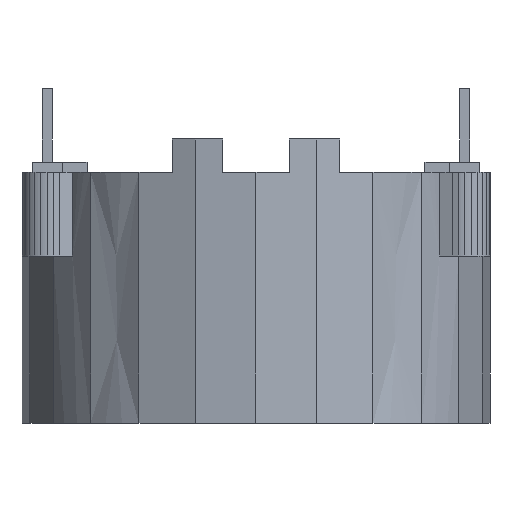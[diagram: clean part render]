
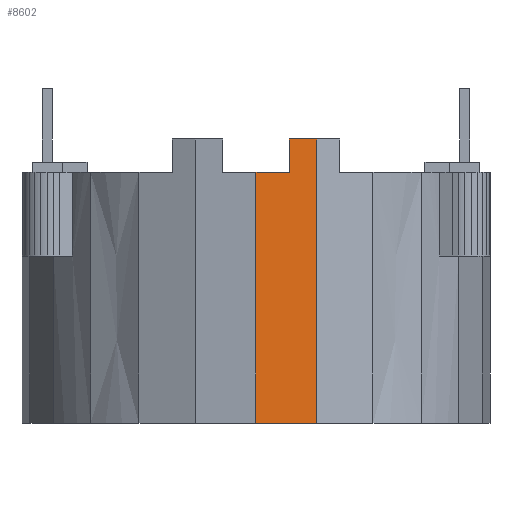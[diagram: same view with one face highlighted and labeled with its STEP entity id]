
A CAD part, left-side view. The second image highlights one B-rep face of the part: STEP entity #8602.
In plain terms, the highlighted planar face has unit normal (-0.991, -0.131, 0).
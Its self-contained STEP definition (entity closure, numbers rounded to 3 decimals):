
#7694 = PLANE('',#7695);
#7695 = AXIS2_PLACEMENT_3D('',#7696,#7697,#7698);
#7696 = CARTESIAN_POINT('',(-12.991,0.,15.));
#7697 = DIRECTION('',(0.,0.,1.));
#7698 = DIRECTION('',(1.,0.,0.));
#7771 = PLANE('',#7772);
#7772 = AXIS2_PLACEMENT_3D('',#7773,#7774,#7775);
#7773 = CARTESIAN_POINT('',(-12.728,-2.,15.));
#7774 = DIRECTION('',(0.,1.,0.));
#7775 = DIRECTION('',(0.,0.,1.));
#7799 = PLANE('',#7800);
#7800 = AXIS2_PLACEMENT_3D('',#7801,#7802,#7803);
#7801 = CARTESIAN_POINT('',(-13.523,-3.623,17.));
#7802 = DIRECTION('',(0.,0.,1.));
#7803 = DIRECTION('',(1.,0.,0.));
#8526 = VERTEX_POINT('',#8527);
#8527 = CARTESIAN_POINT('',(-14.,0.,15.));
#8541 = PLANE('',#8542);
#8542 = AXIS2_PLACEMENT_3D('',#8543,#8544,#8545);
#8543 = CARTESIAN_POINT('',(-13.523,3.623,0.));
#8544 = DIRECTION('',(-0.991,0.131,0.
    ));
#8545 = DIRECTION('',(-0.131,-0.991,0.)
  );
#8553 = EDGE_CURVE('',#8526,#8554,#8556,.T.);
#8554 = VERTEX_POINT('',#8555);
#8555 = CARTESIAN_POINT('',(-13.737,-2.,15.));
#8556 = SURFACE_CURVE('',#8557,(#8561,#8568),.PCURVE_S1.);
#8557 = LINE('',#8558,#8559);
#8558 = CARTESIAN_POINT('',(-14.,0.,15.));
#8559 = VECTOR('',#8560,1.);
#8560 = DIRECTION('',(0.131,-0.991,0.));
#8561 = PCURVE('',#7694,#8562);
#8562 = DEFINITIONAL_REPRESENTATION('',(#8563),#8567);
#8563 = LINE('',#8564,#8565);
#8564 = CARTESIAN_POINT('',(-1.009,0.));
#8565 = VECTOR('',#8566,1.);
#8566 = DIRECTION('',(0.131,-0.991));
#8567 = ( GEOMETRIC_REPRESENTATION_CONTEXT(2) 
PARAMETRIC_REPRESENTATION_CONTEXT() REPRESENTATION_CONTEXT('2D SPACE',''
  ) );
#8568 = PCURVE('',#8569,#8574);
#8569 = PLANE('',#8570);
#8570 = AXIS2_PLACEMENT_3D('',#8571,#8572,#8573);
#8571 = CARTESIAN_POINT('',(-14.,0.,0.));
#8572 = DIRECTION('',(-0.991,-0.131,
    0.));
#8573 = DIRECTION('',(0.131,-0.991,0.));
#8574 = DEFINITIONAL_REPRESENTATION('',(#8575),#8579);
#8575 = LINE('',#8576,#8577);
#8576 = CARTESIAN_POINT('',(0.,15.));
#8577 = VECTOR('',#8578,1.);
#8578 = DIRECTION('',(1.,0.));
#8579 = ( GEOMETRIC_REPRESENTATION_CONTEXT(2) 
PARAMETRIC_REPRESENTATION_CONTEXT() REPRESENTATION_CONTEXT('2D SPACE',''
  ) );
#8602 = ADVANCED_FACE('',(#8603),#8569,.T.);
#8603 = FACE_BOUND('',#8604,.T.);
#8604 = EDGE_LOOP('',(#8605,#8635,#8663,#8686,#8707,#8708));
#8605 = ORIENTED_EDGE('',*,*,#8606,.T.);
#8606 = EDGE_CURVE('',#8607,#8609,#8611,.T.);
#8607 = VERTEX_POINT('',#8608);
#8608 = CARTESIAN_POINT('',(-14.,0.,0.));
#8609 = VERTEX_POINT('',#8610);
#8610 = CARTESIAN_POINT('',(-13.523,-3.623,0.));
#8611 = SURFACE_CURVE('',#8612,(#8616,#8623),.PCURVE_S1.);
#8612 = LINE('',#8613,#8614);
#8613 = CARTESIAN_POINT('',(-14.,0.,0.));
#8614 = VECTOR('',#8615,1.);
#8615 = DIRECTION('',(0.131,-0.991,0.));
#8616 = PCURVE('',#8569,#8617);
#8617 = DEFINITIONAL_REPRESENTATION('',(#8618),#8622);
#8618 = LINE('',#8619,#8620);
#8619 = CARTESIAN_POINT('',(0.,0.));
#8620 = VECTOR('',#8621,1.);
#8621 = DIRECTION('',(1.,0.));
#8622 = ( GEOMETRIC_REPRESENTATION_CONTEXT(2) 
PARAMETRIC_REPRESENTATION_CONTEXT() REPRESENTATION_CONTEXT('2D SPACE',''
  ) );
#8623 = PCURVE('',#8624,#8629);
#8624 = PLANE('',#8625);
#8625 = AXIS2_PLACEMENT_3D('',#8626,#8627,#8628);
#8626 = CARTESIAN_POINT('',(9.899,9.899,0.));
#8627 = DIRECTION('',(0.,0.,-1.));
#8628 = DIRECTION('',(-1.,0.,0.));
#8629 = DEFINITIONAL_REPRESENTATION('',(#8630),#8634);
#8630 = LINE('',#8631,#8632);
#8631 = CARTESIAN_POINT('',(23.899,-9.899));
#8632 = VECTOR('',#8633,1.);
#8633 = DIRECTION('',(-0.131,-0.991));
#8634 = ( GEOMETRIC_REPRESENTATION_CONTEXT(2) 
PARAMETRIC_REPRESENTATION_CONTEXT() REPRESENTATION_CONTEXT('2D SPACE',''
  ) );
#8635 = ORIENTED_EDGE('',*,*,#8636,.T.);
#8636 = EDGE_CURVE('',#8609,#8637,#8639,.T.);
#8637 = VERTEX_POINT('',#8638);
#8638 = CARTESIAN_POINT('',(-13.523,-3.623,17.));
#8639 = SURFACE_CURVE('',#8640,(#8644,#8651),.PCURVE_S1.);
#8640 = LINE('',#8641,#8642);
#8641 = CARTESIAN_POINT('',(-13.523,-3.623,0.));
#8642 = VECTOR('',#8643,1.);
#8643 = DIRECTION('',(0.,0.,1.));
#8644 = PCURVE('',#8569,#8645);
#8645 = DEFINITIONAL_REPRESENTATION('',(#8646),#8650);
#8646 = LINE('',#8647,#8648);
#8647 = CARTESIAN_POINT('',(3.655,0.));
#8648 = VECTOR('',#8649,1.);
#8649 = DIRECTION('',(0.,1.));
#8650 = ( GEOMETRIC_REPRESENTATION_CONTEXT(2) 
PARAMETRIC_REPRESENTATION_CONTEXT() REPRESENTATION_CONTEXT('2D SPACE',''
  ) );
#8651 = PCURVE('',#8652,#8657);
#8652 = PLANE('',#8653);
#8653 = AXIS2_PLACEMENT_3D('',#8654,#8655,#8656);
#8654 = CARTESIAN_POINT('',(-13.523,-3.623,0.));
#8655 = DIRECTION('',(-0.924,-0.383,
    0.));
#8656 = DIRECTION('',(0.383,-0.924,0.
    ));
#8657 = DEFINITIONAL_REPRESENTATION('',(#8658),#8662);
#8658 = LINE('',#8659,#8660);
#8659 = CARTESIAN_POINT('',(0.,0.));
#8660 = VECTOR('',#8661,1.);
#8661 = DIRECTION('',(0.,1.));
#8662 = ( GEOMETRIC_REPRESENTATION_CONTEXT(2) 
PARAMETRIC_REPRESENTATION_CONTEXT() REPRESENTATION_CONTEXT('2D SPACE',''
  ) );
#8663 = ORIENTED_EDGE('',*,*,#8664,.F.);
#8664 = EDGE_CURVE('',#8665,#8637,#8667,.T.);
#8665 = VERTEX_POINT('',#8666);
#8666 = CARTESIAN_POINT('',(-13.737,-2.,17.));
#8667 = SURFACE_CURVE('',#8668,(#8672,#8679),.PCURVE_S1.);
#8668 = LINE('',#8669,#8670);
#8669 = CARTESIAN_POINT('',(-13.737,-2.,17.));
#8670 = VECTOR('',#8671,1.);
#8671 = DIRECTION('',(0.131,-0.991,0.));
#8672 = PCURVE('',#8569,#8673);
#8673 = DEFINITIONAL_REPRESENTATION('',(#8674),#8678);
#8674 = LINE('',#8675,#8676);
#8675 = CARTESIAN_POINT('',(2.017,17.));
#8676 = VECTOR('',#8677,1.);
#8677 = DIRECTION('',(1.,0.));
#8678 = ( GEOMETRIC_REPRESENTATION_CONTEXT(2) 
PARAMETRIC_REPRESENTATION_CONTEXT() REPRESENTATION_CONTEXT('2D SPACE',''
  ) );
#8679 = PCURVE('',#7799,#8680);
#8680 = DEFINITIONAL_REPRESENTATION('',(#8681),#8685);
#8681 = LINE('',#8682,#8683);
#8682 = CARTESIAN_POINT('',(-0.214,1.623));
#8683 = VECTOR('',#8684,1.);
#8684 = DIRECTION('',(0.131,-0.991));
#8685 = ( GEOMETRIC_REPRESENTATION_CONTEXT(2) 
PARAMETRIC_REPRESENTATION_CONTEXT() REPRESENTATION_CONTEXT('2D SPACE',''
  ) );
#8686 = ORIENTED_EDGE('',*,*,#8687,.F.);
#8687 = EDGE_CURVE('',#8554,#8665,#8688,.T.);
#8688 = SURFACE_CURVE('',#8689,(#8693,#8700),.PCURVE_S1.);
#8689 = LINE('',#8690,#8691);
#8690 = CARTESIAN_POINT('',(-13.737,-2.,15.));
#8691 = VECTOR('',#8692,1.);
#8692 = DIRECTION('',(0.,0.,1.));
#8693 = PCURVE('',#8569,#8694);
#8694 = DEFINITIONAL_REPRESENTATION('',(#8695),#8699);
#8695 = LINE('',#8696,#8697);
#8696 = CARTESIAN_POINT('',(2.017,15.));
#8697 = VECTOR('',#8698,1.);
#8698 = DIRECTION('',(0.,1.));
#8699 = ( GEOMETRIC_REPRESENTATION_CONTEXT(2) 
PARAMETRIC_REPRESENTATION_CONTEXT() REPRESENTATION_CONTEXT('2D SPACE',''
  ) );
#8700 = PCURVE('',#7771,#8701);
#8701 = DEFINITIONAL_REPRESENTATION('',(#8702),#8706);
#8702 = LINE('',#8703,#8704);
#8703 = CARTESIAN_POINT('',(0.,-1.009));
#8704 = VECTOR('',#8705,1.);
#8705 = DIRECTION('',(1.,0.));
#8706 = ( GEOMETRIC_REPRESENTATION_CONTEXT(2) 
PARAMETRIC_REPRESENTATION_CONTEXT() REPRESENTATION_CONTEXT('2D SPACE',''
  ) );
#8707 = ORIENTED_EDGE('',*,*,#8553,.F.);
#8708 = ORIENTED_EDGE('',*,*,#8709,.F.);
#8709 = EDGE_CURVE('',#8607,#8526,#8710,.T.);
#8710 = SURFACE_CURVE('',#8711,(#8715,#8722),.PCURVE_S1.);
#8711 = LINE('',#8712,#8713);
#8712 = CARTESIAN_POINT('',(-14.,0.,0.));
#8713 = VECTOR('',#8714,1.);
#8714 = DIRECTION('',(0.,0.,1.));
#8715 = PCURVE('',#8569,#8716);
#8716 = DEFINITIONAL_REPRESENTATION('',(#8717),#8721);
#8717 = LINE('',#8718,#8719);
#8718 = CARTESIAN_POINT('',(0.,0.));
#8719 = VECTOR('',#8720,1.);
#8720 = DIRECTION('',(0.,1.));
#8721 = ( GEOMETRIC_REPRESENTATION_CONTEXT(2) 
PARAMETRIC_REPRESENTATION_CONTEXT() REPRESENTATION_CONTEXT('2D SPACE',''
  ) );
#8722 = PCURVE('',#8541,#8723);
#8723 = DEFINITIONAL_REPRESENTATION('',(#8724),#8728);
#8724 = LINE('',#8725,#8726);
#8725 = CARTESIAN_POINT('',(3.655,0.));
#8726 = VECTOR('',#8727,1.);
#8727 = DIRECTION('',(0.,1.));
#8728 = ( GEOMETRIC_REPRESENTATION_CONTEXT(2) 
PARAMETRIC_REPRESENTATION_CONTEXT() REPRESENTATION_CONTEXT('2D SPACE',''
  ) );
